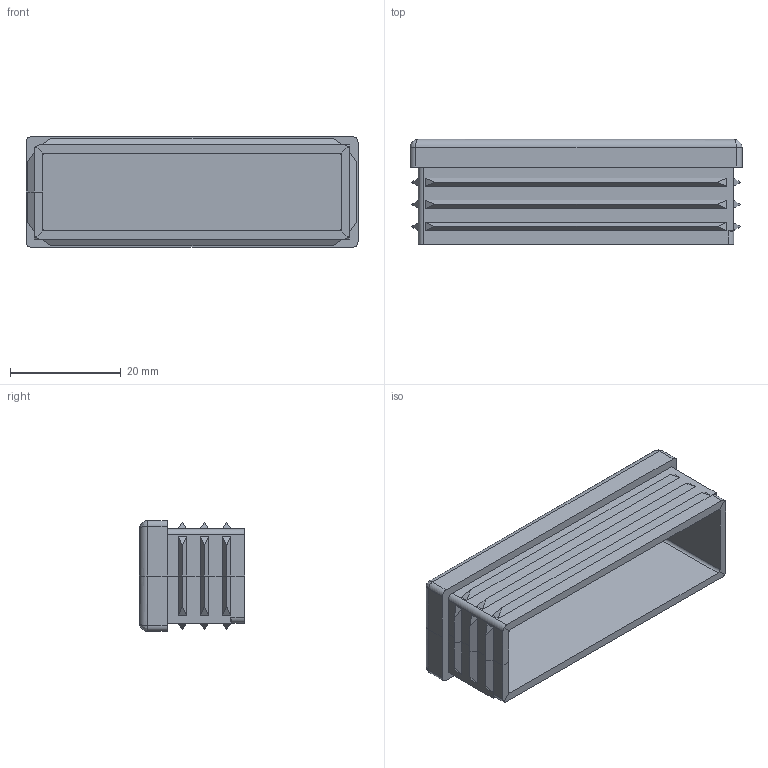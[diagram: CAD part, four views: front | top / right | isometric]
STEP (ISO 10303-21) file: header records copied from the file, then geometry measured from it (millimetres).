
FILE_DESCRIPTION (( 'STEP AP203' ), '1' );
FILE_NAME ('3D_GV1719_60x20x1.5_188686450.STEP', '2024-10-03T15:18:40', ( '' ), ( '' ), 'SwSTEP 2.0', 'SolidWorks 2024', '' );
FILE_SCHEMA (( 'CONFIG_CONTROL_DESIGN' ));
Length unit declared in the file: millimetre
Products named in the file (1): 3D_GV1719_60x20x1.5_188686450
Bounding box: 60 x 19 x 20 mm (x, y, z)
Volume: 7741.7 mm3; surface area: 7825.3 mm2
Topology: 1 solids, 1 shells, 104 faces, 253 edges, 157 vertices
Faces by surface type: plane 83, cylinder 17, bspline 4
Entity records: 3172 total; most frequent: CARTESIAN_POINT 717, ORIENTED_EDGE 498, DIRECTION 467, EDGE_CURVE 249, VECTOR 205, LINE 205, VERTEX_POINT 157, AXIS2_PLACEMENT_3D 131
